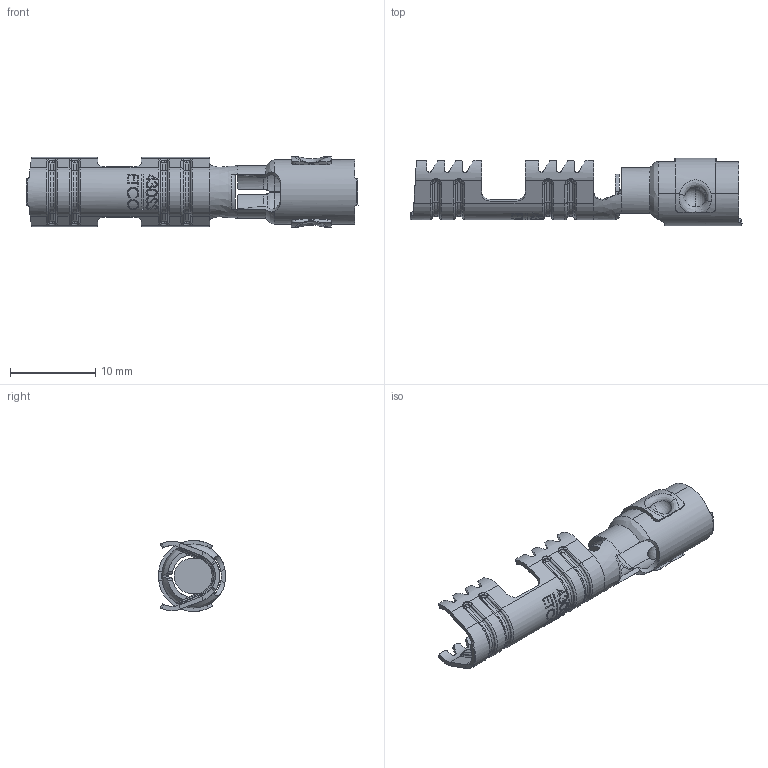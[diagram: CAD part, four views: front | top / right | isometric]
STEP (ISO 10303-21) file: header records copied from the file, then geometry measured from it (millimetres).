
FILE_DESCRIPTION (( 'STEP AP203' ), '1' );
FILE_NAME ('SP3000.STEP', '2019-11-06T12:23:37', ( 'tempuser' ), ( 'Microsoft' ), 'SwSTEP 2.0', 'SolidWorks 2019', '' );
FILE_SCHEMA (( 'CONFIG_CONTROL_DESIGN' ));
Length unit declared in the file: inch
Products named in the file (3): SCA4 expanded for mating_SCA4-B; SP3000; SP3000_SP3000 without carrier
Assembly tree (2 placements, depth 2):
  SP3000
    SP3000_SP3000 without carrier
    SCA4 expanded for mating_SCA4-B
Bounding box: 38.86 x 7.9 x 8.31 mm (x, y, z)
Volume: 332.9 mm3; surface area: 1502.2 mm2
Topology: 2 solids, 2 shells, 719 faces, 1858 edges, 1158 vertices
Faces by surface type: bspline 235, cylinder 177, plane 159, torus 92, cone 48, sphere 8
Entity records: 35468 total; most frequent: CARTESIAN_POINT 19829, ORIENTED_EDGE 3716, DIRECTION 2421, EDGE_CURVE 1858, VERTEX_POINT 1158, AXIS2_PLACEMENT_3D 963, B_SPLINE_CURVE_WITH_KNOTS 885, EDGE_LOOP 740
